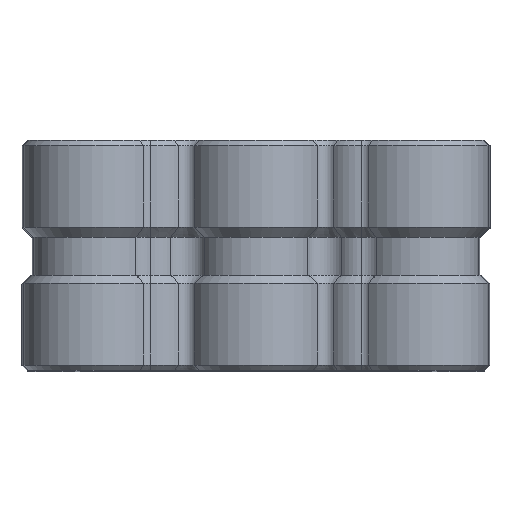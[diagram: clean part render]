
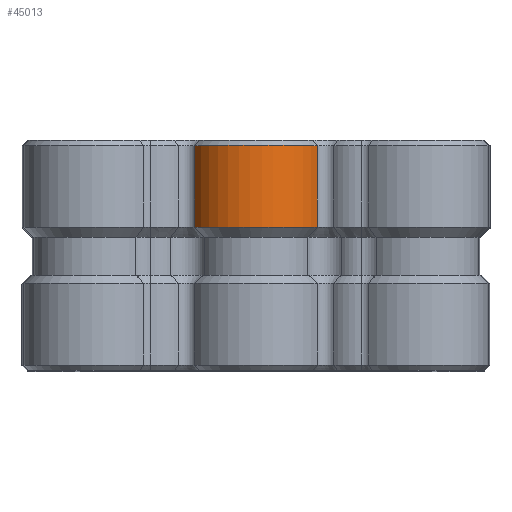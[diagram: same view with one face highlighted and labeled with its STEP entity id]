
A CAD part, top view. The second image highlights one B-rep face of the part: STEP entity #45013.
In plain terms, the highlighted cylindrical face has radius 13.44 mm (diameter 26.88 mm), a partial arc.
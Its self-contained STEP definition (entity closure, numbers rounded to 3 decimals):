
#300=CYLINDRICAL_SURFACE('',#47954,13.44);
#2393=FACE_OUTER_BOUND('',#4942,.T.);
#4942=EDGE_LOOP('',(#31155,#31156,#31157,#31158));
#7943=CIRCLE('',#47910,13.44);
#7965=CIRCLE('',#47955,13.44);
#11251=LINE('',#70122,#14935);
#11253=LINE('',#70128,#14937);
#14935=VECTOR('',#54729,2.);
#14937=VECTOR('',#54735,2.);
#18828=VERTEX_POINT('',#70031);
#18829=VERTEX_POINT('',#70035);
#18850=VERTEX_POINT('',#70121);
#18852=VERTEX_POINT('',#70127);
#23624=EDGE_CURVE('',#18828,#18829,#7943,.T.);
#23666=EDGE_CURVE('',#18829,#18850,#11251,.T.);
#23669=EDGE_CURVE('',#18852,#18828,#11253,.T.);
#23670=EDGE_CURVE('',#18850,#18852,#7965,.T.);
#31155=ORIENTED_EDGE('',*,*,#23624,.F.);
#31156=ORIENTED_EDGE('',*,*,#23669,.F.);
#31157=ORIENTED_EDGE('',*,*,#23670,.F.);
#31158=ORIENTED_EDGE('',*,*,#23666,.F.);
#45013=ADVANCED_FACE('',(#2393),#300,.T.);
#47910=AXIS2_PLACEMENT_3D('',#70037,#54622,#54623);
#47954=AXIS2_PLACEMENT_3D('',#70126,#54733,#54734);
#47955=AXIS2_PLACEMENT_3D('',#70129,#54736,#54737);
#54622=DIRECTION('center_axis',(0.,1.,0.));
#54623=DIRECTION('ref_axis',(-0.959,0.,0.284));
#54729=DIRECTION('',(0.,-1.,0.));
#54733=DIRECTION('center_axis',(0.,1.,0.));
#54734=DIRECTION('ref_axis',(-0.959,0.,0.284));
#54735=DIRECTION('',(0.,1.,0.));
#54736=DIRECTION('center_axis',(0.,-1.,0.));
#54737=DIRECTION('ref_axis',(-0.959,0.,0.284));
#70031=CARTESIAN_POINT('',(-33.998,51.,-3.859));
#70035=CARTESIAN_POINT('',(-10.088,51.,-3.859));
#70037=CARTESIAN_POINT('Origin',(-22.043,51.,-10.));
#70121=CARTESIAN_POINT('',(-10.088,35.,-3.859));
#70122=CARTESIAN_POINT('',(-10.088,49.,-3.859));
#70126=CARTESIAN_POINT('Origin',(-22.043,49.,-10.));
#70127=CARTESIAN_POINT('',(-33.998,35.,-3.859));
#70128=CARTESIAN_POINT('',(-33.998,49.,-3.859));
#70129=CARTESIAN_POINT('Origin',(-22.043,35.,-10.));
